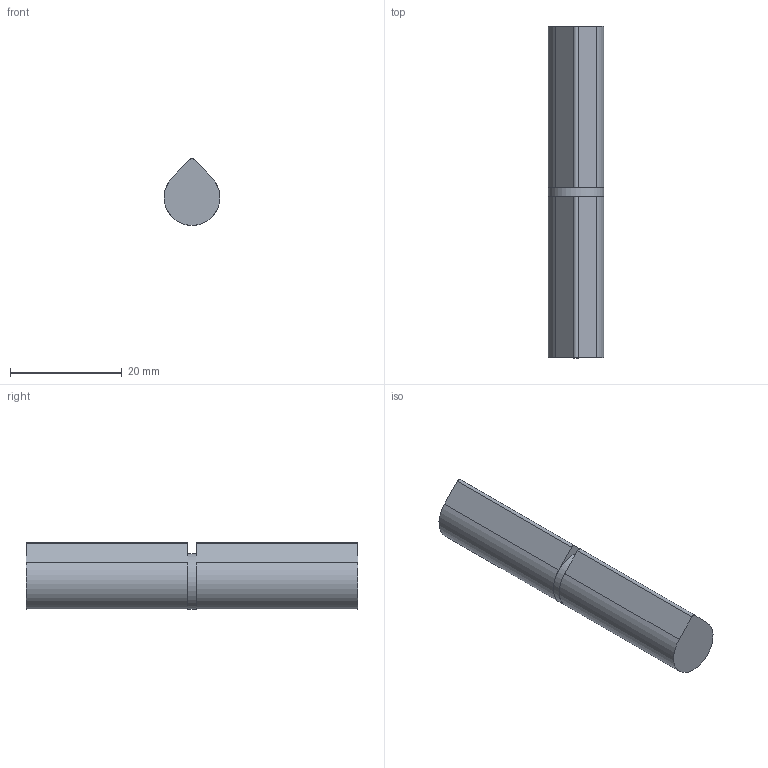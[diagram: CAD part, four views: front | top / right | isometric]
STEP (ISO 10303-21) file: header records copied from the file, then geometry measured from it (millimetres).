
FILE_DESCRIPTION (( 'STEP AP203' ), '1' );
FILE_NAME ('560-60.step', '2021-09-08T13:32:41', ( '' ), ( '' ), 'SwSTEP 2.0', 'SolidWorks 2018', '' );
FILE_SCHEMA (( 'CONFIG_CONTROL_DESIGN' ));
Length unit declared in the file: millimetre
Products named in the file (7): 560-xx Teil2_560-60 Teil2; 560-xx Teil3; 560-xx Teil1_560-60 Teil1; 560-xx Teil1; 560-xx Teil2; 560-60; 560-xx Teil3_560-60 Teil3
Assembly tree (3 placements, depth 2):
  560-xx Teil3
  560-xx Teil1
  560-xx Teil2
  560-60
    560-xx Teil1_560-60 Teil1
    560-xx Teil2_560-60 Teil2
    560-xx Teil3_560-60 Teil3
Bounding box: 10 x 59.5 x 12 mm (x, y, z)
Volume: 4807.6 mm3; surface area: 3816.7 mm2
Topology: 4 solids, 4 shells, 251 faces, 655 edges, 436 vertices
Faces by surface type: plane 128, bspline 112, cylinder 9, cone 2
Full cylindrical faces by diameter (mm): 6 x1, 6.1 x1, 6.25 x1, 6.4 x1, 10 x1
Entity records: 13467 total; most frequent: CARTESIAN_POINT 7433, ORIENTED_EDGE 1296, DIRECTION 736, EDGE_CURVE 648, VERTEX_POINT 436, VECTOR 404, LINE 404, EDGE_LOOP 284
